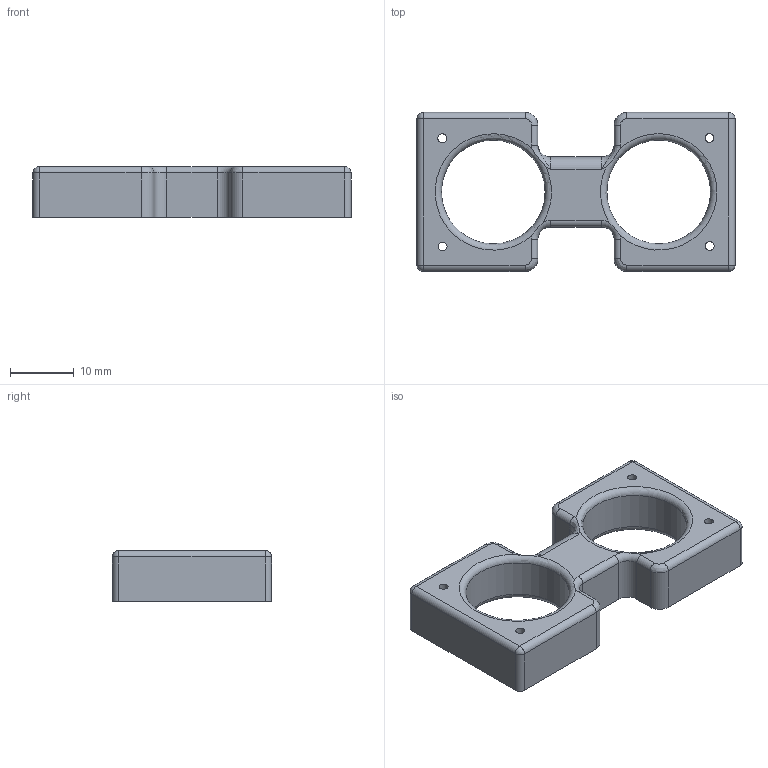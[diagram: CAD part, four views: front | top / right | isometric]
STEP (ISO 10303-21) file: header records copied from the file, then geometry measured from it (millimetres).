
FILE_DESCRIPTION(/* description */ (''),/* implementation_level */ '2;1');
FILE_NAME(/* name */ '',/* time_stamp */ '2025-05-28T13:44:19+03:00',/* author */ ('I9232'),/* organization */ (''),/* preprocessor_version */ 'ST-DEVELOPER v19.2',/* originating_system */ 'Autodesk Inventor 2023',/* authorisation */ '');
FILE_SCHEMA (('AUTOMOTIVE_DESIGN { 1 0 10303 214 3 1 1 }'));
Length unit declared in the file: millimetre
Products named in the file (1): Крепление_ультразвука
Bounding box: 50 x 25 x 8 mm (x, y, z)
Volume: 5125.1 mm3; surface area: 3517.5 mm2
Topology: 1 solids, 1 shells, 72 faces, 174 edges, 104 vertices
Faces by surface type: cylinder 34, plane 20, torus 8, bspline 6, sphere 4
Full cylindrical faces by diameter (mm): 1.4 x4, 2.4 x4, 16.3 x2
Entity records: 2373 total; most frequent: CARTESIAN_POINT 605, DIRECTION 388, ORIENTED_EDGE 344, EDGE_CURVE 172, AXIS2_PLACEMENT_3D 159, VERTEX_POINT 104, CIRCLE 92, EDGE_LOOP 86
